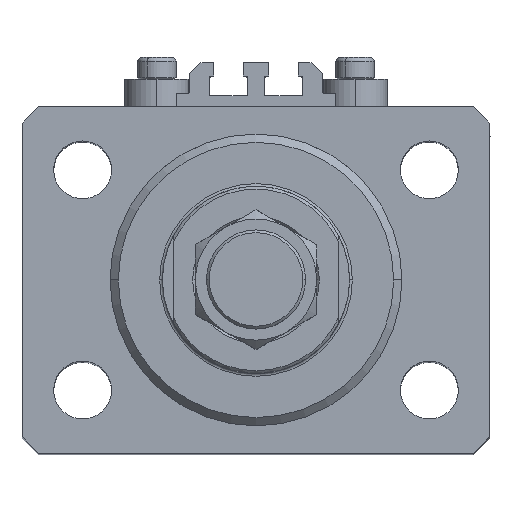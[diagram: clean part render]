
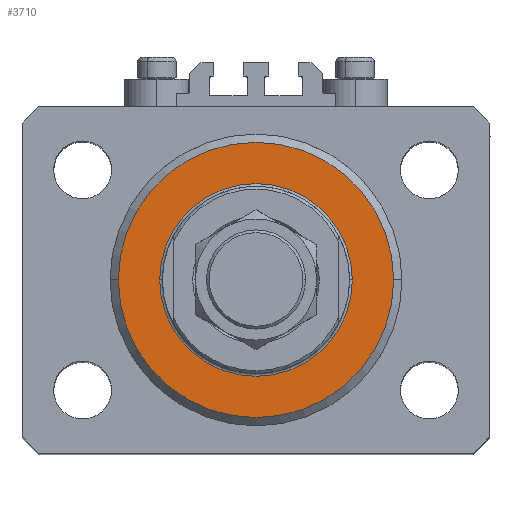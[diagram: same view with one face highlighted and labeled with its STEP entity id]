
A CAD part, top view. The second image highlights one B-rep face of the part: STEP entity #3710.
In plain terms, the highlighted face is planar.
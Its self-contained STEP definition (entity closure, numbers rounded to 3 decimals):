
#768 = FACE_BOUND ( 'NONE', #15100, .T. ) ;
#3710 = ADVANCED_FACE ( 'NONE', ( #768, #8938 ), #31728, .F. ) ;
#4254 = CARTESIAN_POINT ( 'NONE',  ( 0., 0., 0. ) ) ;
#4450 = EDGE_LOOP ( 'NONE', ( #23738, #27448 ) ) ;
#5304 = VERTEX_POINT ( 'NONE', #16813 ) ;
#5512 = VERTEX_POINT ( 'NONE', #18758 ) ;
#8155 = DIRECTION ( 'NONE',  ( 1., 0., 0. ) ) ;
#8938 = FACE_OUTER_BOUND ( 'NONE', #4450, .T. ) ;
#9120 = CIRCLE ( 'NONE', #12303, 17.5 ) ;
#9500 = AXIS2_PLACEMENT_3D ( 'NONE', #45566, #11620, #8155 ) ;
#11620 = DIRECTION ( 'NONE',  ( 0., 0., 1. ) ) ;
#12303 = AXIS2_PLACEMENT_3D ( 'NONE', #38899, #15856, #30978 ) ;
#13042 = ORIENTED_EDGE ( 'NONE', *, *, #29372, .T. ) ;
#13498 = EDGE_CURVE ( 'NONE', #29781, #38342, #9120, .T. ) ;
#14577 = CARTESIAN_POINT ( 'NONE',  ( 0., 0., 0. ) ) ;
#15100 = EDGE_LOOP ( 'NONE', ( #20677, #13042 ) ) ;
#15856 = DIRECTION ( 'NONE',  ( 0., 0., 1. ) ) ;
#16813 = CARTESIAN_POINT ( 'NONE',  ( -25., 0., 0. ) ) ;
#18758 = CARTESIAN_POINT ( 'NONE',  ( 25., 0., 0. ) ) ;
#20677 = ORIENTED_EDGE ( 'NONE', *, *, #13498, .T. ) ;
#23738 = ORIENTED_EDGE ( 'NONE', *, *, #26238, .T. ) ;
#25478 = DIRECTION ( 'NONE',  ( 1., 0., 0. ) ) ;
#26238 = EDGE_CURVE ( 'NONE', #5512, #5304, #29173, .T. ) ;
#26932 = DIRECTION ( 'NONE',  ( 0., 0., -1. ) ) ;
#26981 = AXIS2_PLACEMENT_3D ( 'NONE', #29189, #44305, #25478 ) ;
#27146 = CARTESIAN_POINT ( 'NONE',  ( -17.5, 0., 0. ) ) ;
#27448 = ORIENTED_EDGE ( 'NONE', *, *, #48622, .T. ) ;
#29173 = CIRCLE ( 'NONE', #41830, 25. ) ;
#29189 = CARTESIAN_POINT ( 'NONE',  ( 0., 0., 0. ) ) ;
#29372 = EDGE_CURVE ( 'NONE', #38342, #29781, #30868, .T. ) ;
#29699 = DIRECTION ( 'NONE',  ( 1., 0., 0. ) ) ;
#29781 = VERTEX_POINT ( 'NONE', #43455 ) ;
#30868 = CIRCLE ( 'NONE', #9500, 17.5 ) ;
#30978 = DIRECTION ( 'NONE',  ( 1., 0., 0. ) ) ;
#31728 = PLANE ( 'NONE',  #46863 ) ;
#35441 = DIRECTION ( 'NONE',  ( 1., 0., 0. ) ) ;
#38342 = VERTEX_POINT ( 'NONE', #27146 ) ;
#38899 = CARTESIAN_POINT ( 'NONE',  ( 0., 0., 0. ) ) ;
#41830 = AXIS2_PLACEMENT_3D ( 'NONE', #14577, #26932, #29699 ) ;
#43455 = CARTESIAN_POINT ( 'NONE',  ( 17.5, 0., 0. ) ) ;
#44305 = DIRECTION ( 'NONE',  ( 0., 0., -1. ) ) ;
#45566 = CARTESIAN_POINT ( 'NONE',  ( 0., 0., 0. ) ) ;
#45855 = DIRECTION ( 'NONE',  ( 0., 0., 1. ) ) ;
#46863 = AXIS2_PLACEMENT_3D ( 'NONE', #4254, #45855, #35441 ) ;
#48355 = CIRCLE ( 'NONE', #26981, 25. ) ;
#48622 = EDGE_CURVE ( 'NONE', #5304, #5512, #48355, .T. ) ;
